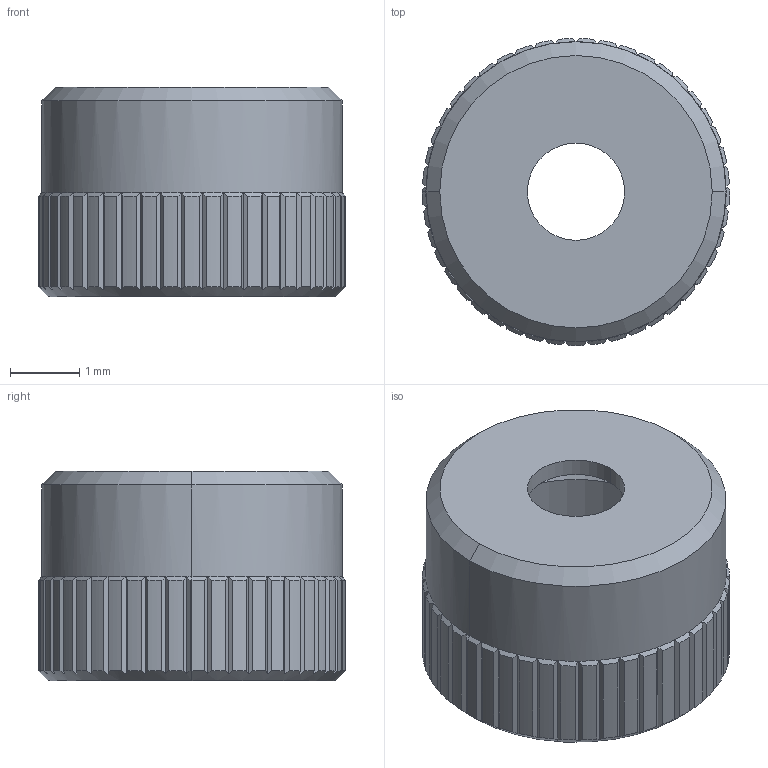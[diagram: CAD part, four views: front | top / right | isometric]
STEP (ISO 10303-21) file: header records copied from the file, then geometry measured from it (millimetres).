
FILE_DESCRIPTION (( 'STEP AP203' ), '1' );
FILE_NAME ('R222.402.321B.STEP', '2014-02-24T13:59:55', ( 'adminradiall' ), ( 'Microsoft' ), 'SwSTEP 2.0', 'SolidWorks 2011', '' );
FILE_SCHEMA (( 'CONFIG_CONTROL_DESIGN' ));
Length unit declared in the file: millimetre
Products named in the file (1): R222.402.321B
Bounding box: 4.42 x 4.42 x 3.02 mm (x, y, z)
Volume: 20.5 mm3; surface area: 95.7 mm2
Topology: 1 solids, 1 shells, 205 faces, 501 edges, 299 vertices
Faces by surface type: plane 93, cylinder 56, cone 56
Entity records: 6180 total; most frequent: CARTESIAN_POINT 1546, ORIENTED_EDGE 1002, DIRECTION 897, EDGE_CURVE 501, AXIS2_PLACEMENT_3D 370, VERTEX_POINT 299, EDGE_LOOP 208, FACE_OUTER_BOUND 205
